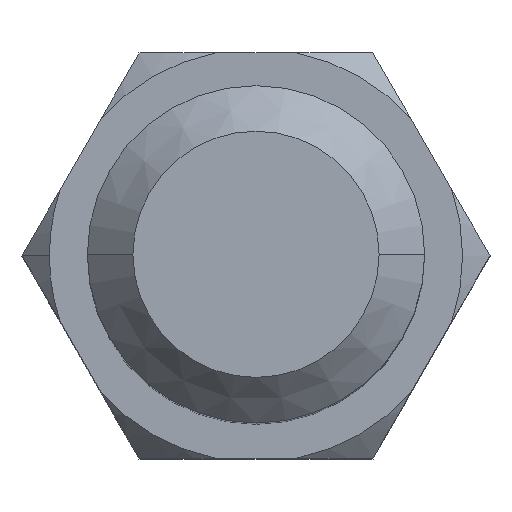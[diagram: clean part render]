
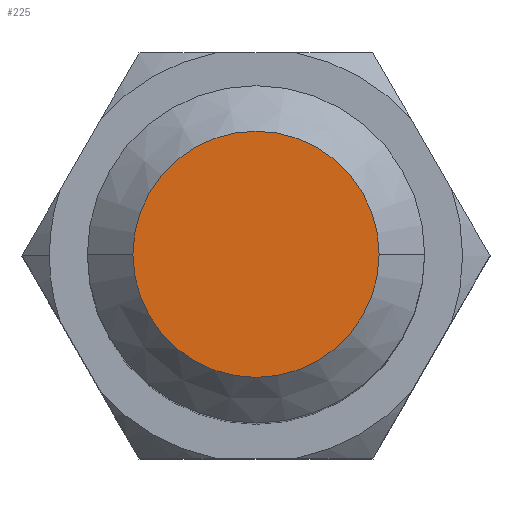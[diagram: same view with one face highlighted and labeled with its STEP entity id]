
A CAD part, top view. The second image highlights one B-rep face of the part: STEP entity #225.
In plain terms, the highlighted planar face has unit normal (0, 0, 1).
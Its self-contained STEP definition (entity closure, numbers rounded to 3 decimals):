
#96 = ORIENTED_EDGE ( 'NONE', *, *, #115, .T. ) ;
#115 = EDGE_CURVE ( 'NONE', #959, #176, #795, .T. ) ;
#126 = DIRECTION ( 'NONE',  ( 0., 0., 1. ) ) ;
#176 = VERTEX_POINT ( 'NONE', #363 ) ;
#195 = ORIENTED_EDGE ( 'NONE', *, *, #466, .T. ) ;
#201 = CIRCLE ( 'NONE', #263, 6.75 ) ;
#225 = ADVANCED_FACE ( 'NONE', ( #730 ), #735, .T. ) ;
#263 = AXIS2_PLACEMENT_3D ( 'NONE', #296, #126, #1047 ) ;
#296 = CARTESIAN_POINT ( 'NONE',  ( 0., 0., 66. ) ) ;
#363 = CARTESIAN_POINT ( 'NONE',  ( 6.75, 0., 66. ) ) ;
#367 = DIRECTION ( 'NONE',  ( 1., 0., 0. ) ) ;
#466 = EDGE_CURVE ( 'NONE', #176, #959, #201, .T. ) ;
#503 = AXIS2_PLACEMENT_3D ( 'NONE', #540, #621, #367 ) ;
#540 = CARTESIAN_POINT ( 'NONE',  ( 0., 0., 66. ) ) ;
#621 = DIRECTION ( 'NONE',  ( 0., 0., 1. ) ) ;
#658 = CARTESIAN_POINT ( 'NONE',  ( 0., 0., 66. ) ) ;
#676 = CARTESIAN_POINT ( 'NONE',  ( -6.75, 0., 66. ) ) ;
#724 = DIRECTION ( 'NONE',  ( 0., 0., 1. ) ) ;
#730 = FACE_OUTER_BOUND ( 'NONE', #921, .T. ) ;
#734 = AXIS2_PLACEMENT_3D ( 'NONE', #658, #724, #1095 ) ;
#735 = PLANE ( 'NONE',  #734 ) ;
#795 = CIRCLE ( 'NONE', #503, 6.75 ) ;
#921 = EDGE_LOOP ( 'NONE', ( #96, #195 ) ) ;
#959 = VERTEX_POINT ( 'NONE', #676 ) ;
#1047 = DIRECTION ( 'NONE',  ( 1., 0., 0. ) ) ;
#1095 = DIRECTION ( 'NONE',  ( 1., 0., 0. ) ) ;
